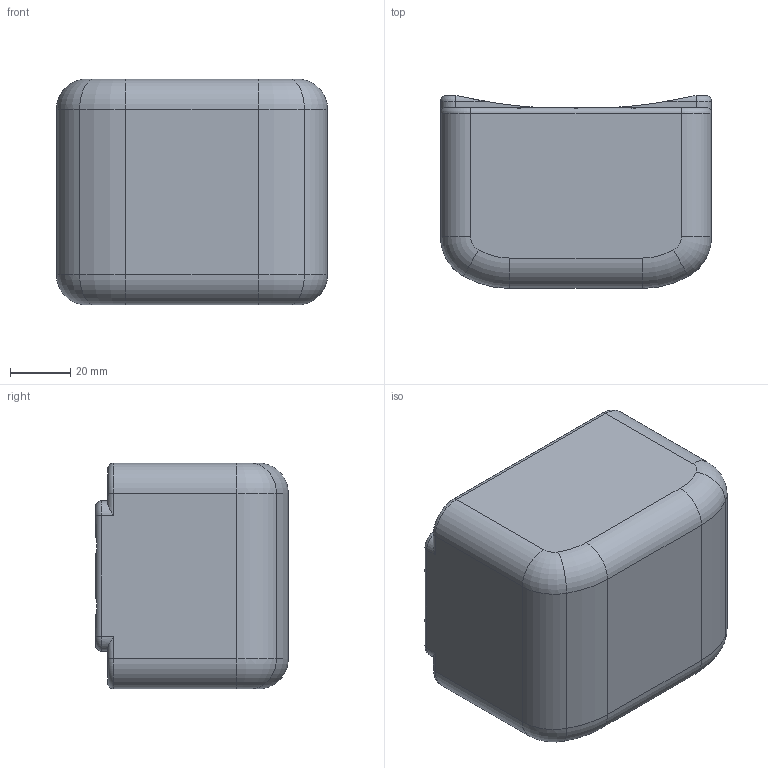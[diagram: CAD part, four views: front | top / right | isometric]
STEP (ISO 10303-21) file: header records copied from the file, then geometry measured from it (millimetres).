
FILE_DESCRIPTION (( 'STEP AP214' ), '1' );
FILE_NAME ('wisent collar enclosure.STEP', '2020-12-09T11:35:45', ( '' ), ( '' ), 'SwSTEP 2.0', 'SolidWorks 2016', '' );
FILE_SCHEMA (( 'AUTOMOTIVE_DESIGN' ));
Length unit declared in the file: millimetre
Products named in the file (1): wisent collar enclosure
Bounding box: 90 x 64 x 75 mm (x, y, z)
Volume: 387547.3 mm3; surface area: 33636.4 mm2
Topology: 1 solids, 11 shells, 244 faces, 538 edges, 340 vertices
Faces by surface type: cylinder 126, plane 74, cone 28, torus 16
Entity records: 7710 total; most frequent: CARTESIAN_POINT 2153, DIRECTION 1256, ORIENTED_EDGE 1076, EDGE_CURVE 538, AXIS2_PLACEMENT_3D 529, VERTEX_POINT 340, CIRCLE 284, EDGE_LOOP 268
